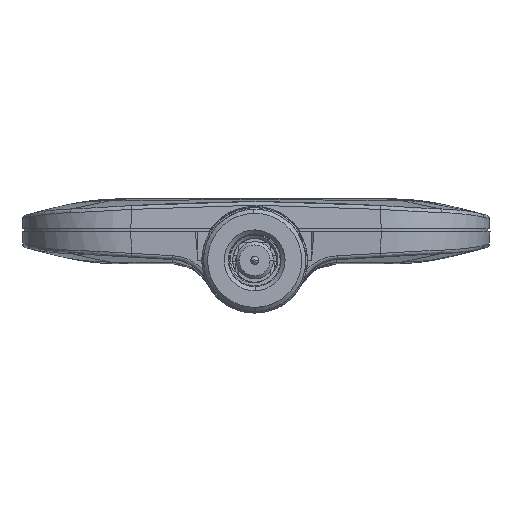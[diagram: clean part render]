
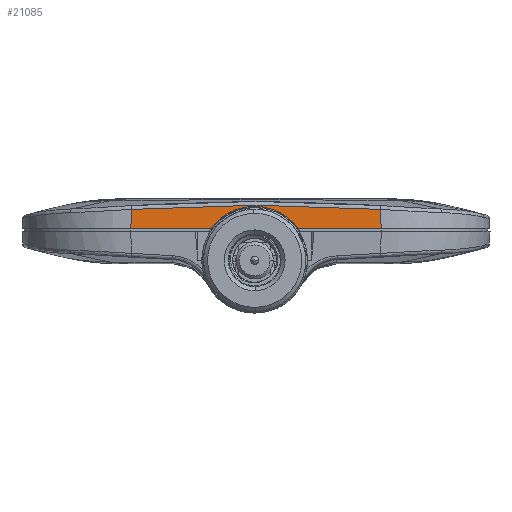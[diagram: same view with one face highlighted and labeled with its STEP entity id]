
A CAD part, front view. The second image highlights one B-rep face of the part: STEP entity #21085.
In plain terms, the highlighted planar face has unit normal (0, -0.999, 0.052).
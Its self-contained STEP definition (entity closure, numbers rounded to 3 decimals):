
#1141 = CARTESIAN_POINT ( 'NONE',  ( -20.732, -77.221, 3.888 ) ) ;
#1452 = FACE_OUTER_BOUND ( 'NONE', #7014, .T. ) ;
#1596 = EDGE_CURVE ( 'NONE', #5224, #2144, #22128, .T. ) ;
#2144 = VERTEX_POINT ( 'NONE', #14708 ) ;
#2912 = CARTESIAN_POINT ( 'NONE',  ( -41.146, -77.256, 3.211 ) ) ;
#2945 = ORIENTED_EDGE ( 'NONE', *, *, #21862, .T. ) ;
#3018 = VECTOR ( 'NONE', #3816, 1000. ) ;
#3386 = VERTEX_POINT ( 'NONE', #20530 ) ;
#3816 = DIRECTION ( 'NONE',  ( 1., 0., 0. ) ) ;
#4124 = ORIENTED_EDGE ( 'NONE', *, *, #14404, .T. ) ;
#4871 = CARTESIAN_POINT ( 'NONE',  ( -20.591, -77.383, 0.8 ) ) ;
#5070 = CARTESIAN_POINT ( 'NONE',  ( -31.409, -77.383, 0.8 ) ) ;
#5105 = CARTESIAN_POINT ( 'NONE',  ( -21.248, -77.34, 1.612 ) ) ;
#5135 = DIRECTION ( 'NONE',  ( 0., -0.052, -0.999 ) ) ;
#5144 = CARTESIAN_POINT ( 'NONE',  ( -30.754, -77.34, 1.611 ) ) ;
#5224 = VERTEX_POINT ( 'NONE', #23095 ) ;
#5446 = ORIENTED_EDGE ( 'NONE', *, *, #7316, .T. ) ;
#5459 = VECTOR ( 'NONE', #15144, 1000. ) ;
#5867 = VERTEX_POINT ( 'NONE', #15850 ) ;
#6819 = CARTESIAN_POINT ( 'NONE',  ( -41.146, -77.256, 3.211 ) ) ;
#6875 = CARTESIAN_POINT ( 'NONE',  ( -22.498, -77.289, 2.591 ) ) ;
#6896 = EDGE_CURVE ( 'NONE', #21328, #5867, #12454, .T. ) ;
#7014 = EDGE_LOOP ( 'NONE', ( #17018, #9056, #22262, #2945, #18890, #5446, #4124 ) ) ;
#7184 = LINE ( 'NONE', #11619, #5459 ) ;
#7316 = EDGE_CURVE ( 'NONE', #2144, #3386, #10991, .T. ) ;
#8318 = CARTESIAN_POINT ( 'NONE',  ( -30.939, -77.221, 3.888 ) ) ;
#8468 = VECTOR ( 'NONE', #21243, 1000. ) ;
#8637 = CARTESIAN_POINT ( 'NONE',  ( -7.312, -77.383, 0.8 ) ) ;
#8676 = CARTESIAN_POINT ( 'NONE',  ( -26., -77.237, 3.583 ) ) ;
#8792 = CARTESIAN_POINT ( 'NONE',  ( -23.425, -77.263, 3.087 ) ) ;
#9056 = ORIENTED_EDGE ( 'NONE', *, *, #18015, .T. ) ;
#9685 = CARTESIAN_POINT ( 'NONE',  ( -20.591, -77.383, 0.8 ) ) ;
#10382 = CARTESIAN_POINT ( 'NONE',  ( -22.724, -77.282, 2.725 ) ) ;
#10564 = CARTESIAN_POINT ( 'NONE',  ( -28.076, -77.254, 3.256 ) ) ;
#10606 = CARTESIAN_POINT ( 'NONE',  ( -21.851, -77.313, 2.134 ) ) ;
#10721 = CARTESIAN_POINT ( 'NONE',  ( -27.049, -77.24, 3.52 ) ) ;
#10991 = LINE ( 'NONE', #6819, #8468 ) ;
#11619 = CARTESIAN_POINT ( 'NONE',  ( -10.399, -77.383, 0.8 ) ) ;
#12223 = CARTESIAN_POINT ( 'NONE',  ( -20.895, -77.36, 1.226 ) ) ;
#12299 = CARTESIAN_POINT ( 'NONE',  ( -23.919, -77.253, 3.271 ) ) ;
#12390 = B_SPLINE_CURVE_WITH_KNOTS ( 'NONE', 3,
 ( #23172, #19275, #5144, #14400, #16182, #16100, #12494, #10564, #14328, #10721, #19811, #8676 ),
 .UNSPECIFIED., .F., .F.,
 ( 4, 2, 2, 2, 2, 4 ),
 ( 0., 0.25, 0.5, 0.625, 0.75, 1. ),
 .UNSPECIFIED. ) ;
#12454 = LINE ( 'NONE', #8637, #16184 ) ;
#12494 = CARTESIAN_POINT ( 'NONE',  ( -28.568, -77.264, 3.073 ) ) ;
#14242 = VERTEX_POINT ( 'NONE', #20661 ) ;
#14328 = CARTESIAN_POINT ( 'NONE',  ( -27.822, -77.25, 3.333 ) ) ;
#14400 = CARTESIAN_POINT ( 'NONE',  ( -29.947, -77.304, 2.309 ) ) ;
#14404 = EDGE_CURVE ( 'NONE', #3386, #18613, #19394, .T. ) ;
#14708 = CARTESIAN_POINT ( 'NONE',  ( -41.146, -77.256, 3.211 ) ) ;
#15144 = DIRECTION ( 'NONE',  ( -0.052, 0.052, 0.997 ) ) ;
#15726 = EDGE_CURVE ( 'NONE', #18613, #14242, #12390, .T. ) ;
#15850 = CARTESIAN_POINT ( 'NONE',  ( -10.399, -77.383, 0.8 ) ) ;
#15865 = DIRECTION ( 'NONE',  ( 0., -0.999, 0.052 ) ) ;
#16100 = CARTESIAN_POINT ( 'NONE',  ( -28.809, -77.269, 2.966 ) ) ;
#16182 = CARTESIAN_POINT ( 'NONE',  ( -29.51, -77.288, 2.605 ) ) ;
#16184 = VECTOR ( 'NONE', #21429, 1000. ) ;
#17018 = ORIENTED_EDGE ( 'NONE', *, *, #15726, .T. ) ;
#18015 = EDGE_CURVE ( 'NONE', #14242, #21328, #22725, .T. ) ;
#18613 = VERTEX_POINT ( 'NONE', #5070 ) ;
#18770 = AXIS2_PLACEMENT_3D ( 'NONE', #23471, #15865, #5135 ) ;
#18890 = ORIENTED_EDGE ( 'NONE', *, *, #1596, .T. ) ;
#19275 = CARTESIAN_POINT ( 'NONE',  ( -31.106, -77.36, 1.225 ) ) ;
#19394 = LINE ( 'NONE', #22164, #3018 ) ;
#19421 = PLANE ( 'NONE',  #18770 ) ;
#19557 = CARTESIAN_POINT ( 'NONE',  ( -24.953, -77.24, 3.52 ) ) ;
#19811 = CARTESIAN_POINT ( 'NONE',  ( -26.528, -77.237, 3.583 ) ) ;
#20530 = CARTESIAN_POINT ( 'NONE',  ( -41.272, -77.383, 0.8 ) ) ;
#20661 = CARTESIAN_POINT ( 'NONE',  ( -26., -77.237, 3.583 ) ) ;
#21085 = ADVANCED_FACE ( 'NONE', ( #1452 ), #19421, .T. ) ;
#21243 = DIRECTION ( 'NONE',  ( -0.052, -0.052, -0.997 ) ) ;
#21328 = VERTEX_POINT ( 'NONE', #9685 ) ;
#21429 = DIRECTION ( 'NONE',  ( 1., 0., 0. ) ) ;
#21683 = CARTESIAN_POINT ( 'NONE',  ( -22.062, -77.304, 2.296 ) ) ;
#21862 = EDGE_CURVE ( 'NONE', #5867, #5224, #7184, .T. ) ;
#22128 = B_SPLINE_CURVE_WITH_KNOTS ( 'NONE', 3,
 ( #23110, #1141, #8318, #2912 ),
 .UNSPECIFIED., .F., .F.,
 ( 4, 4 ),
 ( 0., 1. ),
 .UNSPECIFIED. ) ;
#22164 = CARTESIAN_POINT ( 'NONE',  ( -7.312, -77.383, 0.8 ) ) ;
#22262 = ORIENTED_EDGE ( 'NONE', *, *, #6896, .T. ) ;
#22725 = B_SPLINE_CURVE_WITH_KNOTS ( 'NONE', 3,
 ( #23443, #23289, #19557, #12299, #8792, #10382, #6875, #21683, #10606, #5105, #12223, #4871 ),
 .UNSPECIFIED., .F., .F.,
 ( 4, 2, 2, 2, 2, 4 ),
 ( 0., 0.25, 0.5, 0.625, 0.75, 1. ),
 .UNSPECIFIED. ) ;
#23095 = CARTESIAN_POINT ( 'NONE',  ( -10.525, -77.256, 3.211 ) ) ;
#23110 = CARTESIAN_POINT ( 'NONE',  ( -10.525, -77.256, 3.211 ) ) ;
#23172 = CARTESIAN_POINT ( 'NONE',  ( -31.409, -77.383, 0.8 ) ) ;
#23289 = CARTESIAN_POINT ( 'NONE',  ( -25.474, -77.237, 3.583 ) ) ;
#23443 = CARTESIAN_POINT ( 'NONE',  ( -26., -77.237, 3.583 ) ) ;
#23471 = CARTESIAN_POINT ( 'NONE',  ( -7.312, -77.205, 4.195 ) ) ;
